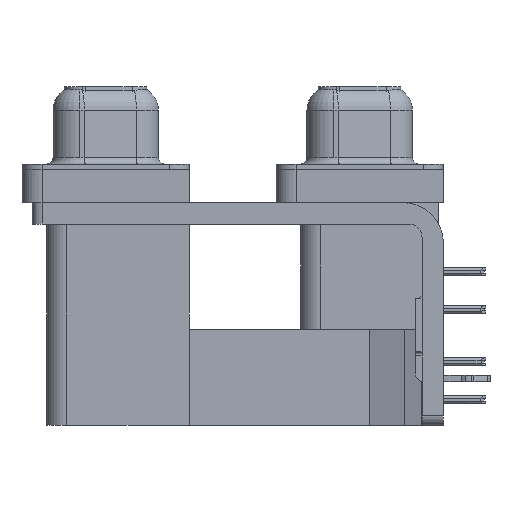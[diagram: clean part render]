
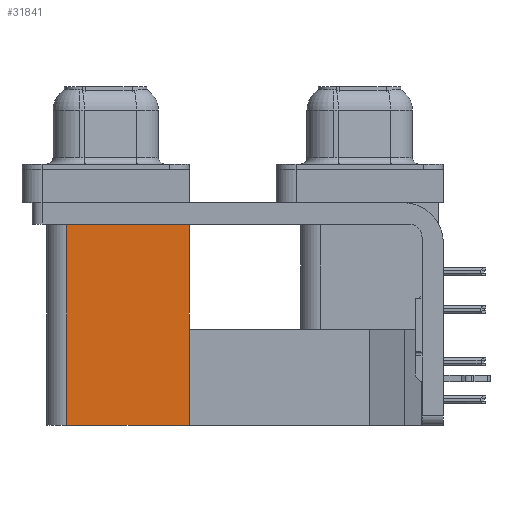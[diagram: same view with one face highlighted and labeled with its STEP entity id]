
A CAD part, left-side view. The second image highlights one B-rep face of the part: STEP entity #31841.
In plain terms, the highlighted planar face has unit normal (-1, 0, 0).
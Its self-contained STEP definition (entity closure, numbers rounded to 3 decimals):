
#641 = CARTESIAN_POINT ( 'NONE',  ( 3.79, 12.775, -19.2 ) ) ;
#4339 = LINE ( 'NONE', #10560, #6949 ) ;
#5718 = CARTESIAN_POINT ( 'NONE',  ( 3.79, 12.775, -19.2 ) ) ;
#6805 = VERTEX_POINT ( 'NONE', #30966 ) ;
#6949 = VECTOR ( 'NONE', #24096, 1000. ) ;
#9482 = DIRECTION ( 'NONE',  ( 0., 1., 0. ) ) ;
#10560 = CARTESIAN_POINT ( 'NONE',  ( 3.79, 12.775, -19.2 ) ) ;
#10804 = EDGE_CURVE ( 'NONE', #6805, #40662, #27491, .T. ) ;
#11350 = VECTOR ( 'NONE', #42984, 1000. ) ;
#12805 = DIRECTION ( 'NONE',  ( 1., 0., 0. ) ) ;
#13093 = CARTESIAN_POINT ( 'NONE',  ( 3.79, 21.975, -19.2 ) ) ;
#14194 = DIRECTION ( 'NONE',  ( 0., 1., 0. ) ) ;
#16278 = CARTESIAN_POINT ( 'NONE',  ( 3.79, 12.775, -2.5 ) ) ;
#16577 = ORIENTED_EDGE ( 'NONE', *, *, #34204, .T. ) ;
#17249 = VERTEX_POINT ( 'NONE', #16278 ) ;
#21644 = CARTESIAN_POINT ( 'NONE',  ( 3.79, 21.975, -2.5 ) ) ;
#23087 = DIRECTION ( 'NONE',  ( 0., 0., 1. ) ) ;
#23858 = EDGE_CURVE ( 'NONE', #27529, #6805, #24615, .T. ) ;
#24096 = DIRECTION ( 'NONE',  ( 0., 0., 1. ) ) ;
#24338 = EDGE_LOOP ( 'NONE', ( #43812, #26593, #37066, #16577 ) ) ;
#24615 = LINE ( 'NONE', #641, #29311 ) ;
#25606 = VECTOR ( 'NONE', #23087, 1000. ) ;
#26593 = ORIENTED_EDGE ( 'NONE', *, *, #10804, .F. ) ;
#27491 = LINE ( 'NONE', #13093, #25606 ) ;
#27529 = VERTEX_POINT ( 'NONE', #33216 ) ;
#29311 = VECTOR ( 'NONE', #14194, 1000. ) ;
#29416 = LINE ( 'NONE', #32548, #11350 ) ;
#30966 = CARTESIAN_POINT ( 'NONE',  ( 3.79, 21.975, -19.2 ) ) ;
#31841 = ADVANCED_FACE ( 'NONE', ( #43230 ), #43449, .F. ) ;
#32548 = CARTESIAN_POINT ( 'NONE',  ( 3.79, 12.775, -2.5 ) ) ;
#33158 = AXIS2_PLACEMENT_3D ( 'NONE', #5718, #12805, #9482 ) ;
#33216 = CARTESIAN_POINT ( 'NONE',  ( 3.79, 12.775, -19.2 ) ) ;
#34204 = EDGE_CURVE ( 'NONE', #27529, #17249, #4339, .T. ) ;
#37066 = ORIENTED_EDGE ( 'NONE', *, *, #23858, .F. ) ;
#40662 = VERTEX_POINT ( 'NONE', #21644 ) ;
#41582 = EDGE_CURVE ( 'NONE', #17249, #40662, #29416, .T. ) ;
#42984 = DIRECTION ( 'NONE',  ( 0., 1., 0. ) ) ;
#43230 = FACE_OUTER_BOUND ( 'NONE', #24338, .T. ) ;
#43449 = PLANE ( 'NONE',  #33158 ) ;
#43812 = ORIENTED_EDGE ( 'NONE', *, *, #41582, .T. ) ;
